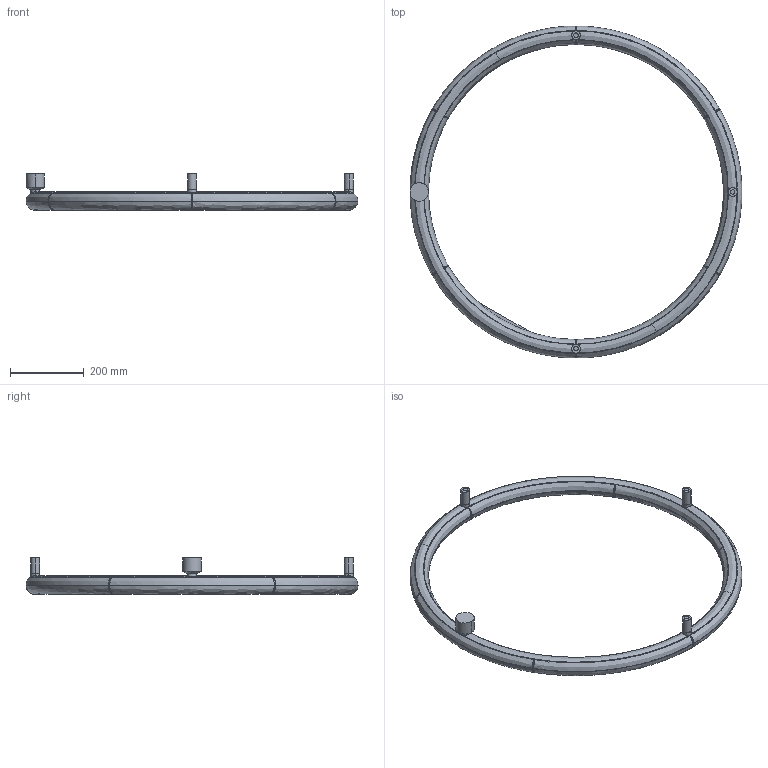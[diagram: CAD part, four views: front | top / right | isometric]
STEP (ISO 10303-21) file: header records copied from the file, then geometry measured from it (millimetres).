
FILE_DESCRIPTION(/* description */ (''),/* implementation_level */ '2;1');
FILE_NAME(/* name */ 'Alphabet_of_Light_circular_semi rec_90',/* time_stamp */ '2020-07-21T15:15:15+02:00',/* author */ (''),/* organization */ (''),/* preprocessor_version */ 'ST-DEVELOPER v15',/* originating_system */ '',/* authorisation */ '');
FILE_SCHEMA (('AUTOMOTIVE_DESIGN'));
Length unit declared in the file: millimetre
Products named in the file (1): Document
Bounding box: 900 x 900 x 100.15 mm (x, y, z)
Surface area: 517634 mm2 (no closed solid volume)
Topology: 0 solids, 18 shells, 401 faces, 1704 edges, 1328 vertices
Faces by surface type: bspline 208, plane 193
Entity records: 26263 total; most frequent: CARTESIAN_POINT 17429, ORIENTED_EDGE 2648, EDGE_CURVE 1704, VERTEX_POINT 1328, B_SPLINE_CURVE_WITH_KNOTS 1241, EDGE_LOOP 410, ADVANCED_FACE 401, FACE_OUTER_BOUND 401
